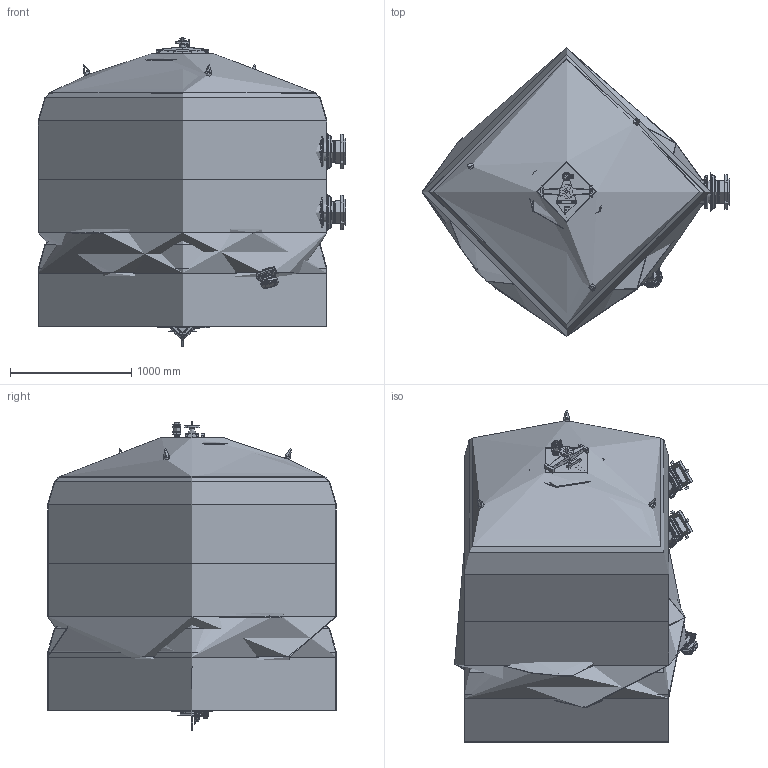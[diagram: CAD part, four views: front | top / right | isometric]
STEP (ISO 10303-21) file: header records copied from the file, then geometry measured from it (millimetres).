
FILE_DESCRIPTION( ( '' ), '1' );
FILE_NAME( '170705 HCFF921602WVA (VFSCN223516H).stp', '2017-07-26T07:20:04', ( 'Fiberpool Internacional' ), ( 'Fiberpool Internacional' ), 'PSStep 14.0', 'SolidEdgeST3', ' ' );
FILE_SCHEMA( ( 'AUTOMOTIVE_DESIGN { 1 0 10303 214 1 1 1 1 }' ) );
Length unit declared in the file: millimetre
Products named in the file (46): filtre 2350 FB HAY 170705-oa17; Base tapa ovalada filtro 2,5 BARS-oa7; Tapa oval filtro industrial completa 2,5 BARS-oa10; Sortida Descarga arena Ø90 2010 2350-3000-oa12; TAPON NETVITC Ø 90 C-B (CON TORNILLERIA INOX 316); Sortida tornillos d-160 2350-2500-oa3; Brida Netvitc System Ø90; Junta Netvitc System Ø90 EPDM con anillo acero A-4; Assem1; Válvula de bola 32-1pols; Sortida tornillos d-160 2350-2500-oa1; Desaigua filtre industrial 1pols-oa13; ½ Brida Netvitc System Ø90; Screw_DIN_912_M8x40_v8.00; Nut_DIN_934_M8_v8.00; Junta Netvitc System Ø90 EPDM; Anillo Acero A-4 Netvitc System Ø90; Volante filtro-oa8; cos válvula 32-1pols; manguito valvula bola 32-1pols; femella valvula 32-1pols; maneta válvula 32-1pols; Tapon Netvitc System Ø90; Portabrida Netvitc System Ø90 PVC; Varilla Roscada M-14x165mm Inox 304; TUERCA SUPERIOR SUJ_JUNTA TAP_OV; Base tapa ovalada filtro 2,5 BAR Act-oa6; CUERPO BRIDA DE TORNILLOS D-90 Rev140124; Bolt_DIN_580_M24_v8.00; CUERPO BRIDA DE TORNILLOS D-160; Tubo Ø90 L= 100mm; Embellecedor d-90; Maneta tapa filtro; Puente; Machon doble rosca 1pols; ; Brida libre d-160; manguito portabrida d-160; Embellecedor d-160; Tubo Ø160 L=180mm ...
Bounding box: 2535.5 x 2380 x 2545.5 mm (x, y, z)
Volume: 521802456.5 mm3; surface area: 143865892.8 mm2
Topology: 201 solids, 201 shells, 6432 faces, 15781 edges, 10048 vertices
Faces by surface type: plane 3477, cylinder 1901, cone 426, bspline 345, torus 238, sphere 29, offset 10, extrusion 6
Full cylindrical faces by diameter (mm): 4 x48, 6 x45, 6.466 x11, 6.647 x11, 8 x30, 11.75 x3, 11.835 x5, 13 x19, 14 x27, 14.5 x5, 15.5 x4, 16 x4, 19.6 x7, 20 x9, 21 x4, 22 x40, 23 x4, 23.5 x8, 24 x12, 25 x15, 26 x16, 29 x5, 29.605 x8, 32 x23, 33 x3, 35.5 x7, 37.5 x4, 38 x4, 41.5 x15, 44.5 x15
Entity records: 76153 total; most frequent: CARTESIAN_POINT 44289, DIRECTION 4888, ORIENTED_EDGE 4456, EDGE_CURVE 2228, AXIS2_PLACEMENT_3D 1905, VERTEX_POINT 1521, EDGE_LOOP 1417, FACE_OUTER_BOUND 1203
